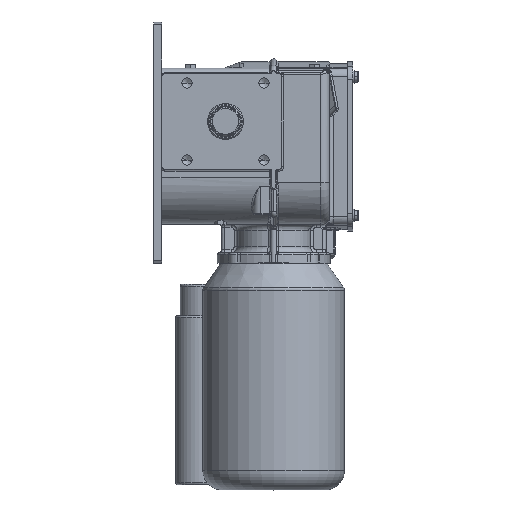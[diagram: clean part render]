
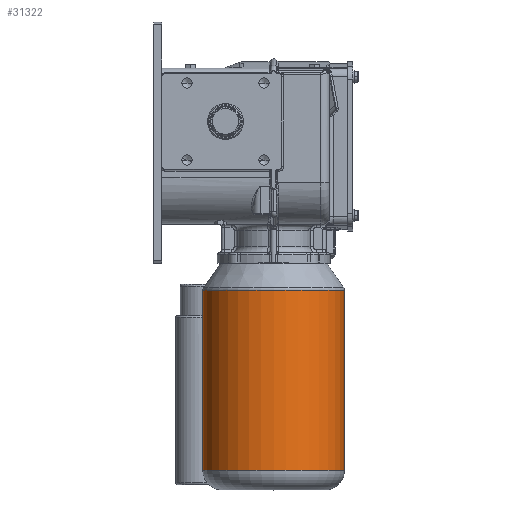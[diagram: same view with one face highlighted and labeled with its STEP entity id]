
A CAD part, top view. The second image highlights one B-rep face of the part: STEP entity #31322.
In plain terms, the highlighted cylindrical face has radius 69.05 mm (diameter 138.1 mm), a partial arc.
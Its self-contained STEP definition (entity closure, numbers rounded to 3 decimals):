
#335 = EDGE_CURVE ( 'NONE', #22541, #31131, #10928, .T. ) ;
#594 = EDGE_CURVE ( 'NONE', #16600, #31131, #14013, .T. ) ;
#745 = DIRECTION ( 'NONE',  ( 0., -1., 0. ) ) ;
#949 = CARTESIAN_POINT ( 'NONE',  ( 0., 0., -69.05 ) ) ;
#2497 = CARTESIAN_POINT ( 'NONE',  ( 0., -202., 0. ) ) ;
#3146 = DIRECTION ( 'NONE',  ( 0., 0., -1. ) ) ;
#3749 = ORIENTED_EDGE ( 'NONE', *, *, #594, .T. ) ;
#3799 = CARTESIAN_POINT ( 'NONE',  ( 0., -26.569, -69.05 ) ) ;
#4105 = EDGE_LOOP ( 'NONE', ( #34382, #9334, #3749, #19420 ) ) ;
#4914 = CARTESIAN_POINT ( 'NONE',  ( 0., 0., 0. ) ) ;
#5184 = EDGE_CURVE ( 'NONE', #10424, #22541, #25995, .T. ) ;
#8924 = CARTESIAN_POINT ( 'NONE',  ( 0., -26.569, 0. ) ) ;
#9093 = DIRECTION ( 'NONE',  ( 0., 0., 1. ) ) ;
#9334 = ORIENTED_EDGE ( 'NONE', *, *, #31303, .T. ) ;
#9964 = DIRECTION ( 'NONE',  ( 0., 0., -1. ) ) ;
#10424 = VERTEX_POINT ( 'NONE', #11551 ) ;
#10928 = CIRCLE ( 'NONE', #14240, 69.05 ) ;
#11551 = CARTESIAN_POINT ( 'NONE',  ( 0., -26.569, 69.05 ) ) ;
#14013 = LINE ( 'NONE', #949, #16939 ) ;
#14240 = AXIS2_PLACEMENT_3D ( 'NONE', #2497, #15863, #3146 ) ;
#15863 = DIRECTION ( 'NONE',  ( 0., -1., 0. ) ) ;
#15864 = AXIS2_PLACEMENT_3D ( 'NONE', #4914, #25600, #9964 ) ;
#16600 = VERTEX_POINT ( 'NONE', #3799 ) ;
#16939 = VECTOR ( 'NONE', #22000, 1000. ) ;
#18000 = CARTESIAN_POINT ( 'NONE',  ( 0., 0., 69.05 ) ) ;
#18112 = FACE_OUTER_BOUND ( 'NONE', #4105, .T. ) ;
#19420 = ORIENTED_EDGE ( 'NONE', *, *, #335, .F. ) ;
#19523 = VECTOR ( 'NONE', #31027, 1000. ) ;
#20636 = CARTESIAN_POINT ( 'NONE',  ( 0., -202., 69.05 ) ) ;
#22000 = DIRECTION ( 'NONE',  ( 0., -1., 0. ) ) ;
#22541 = VERTEX_POINT ( 'NONE', #20636 ) ;
#22562 = AXIS2_PLACEMENT_3D ( 'NONE', #8924, #745, #9093 ) ;
#25600 = DIRECTION ( 'NONE',  ( 0., -1., 0. ) ) ;
#25995 = LINE ( 'NONE', #18000, #19523 ) ;
#31027 = DIRECTION ( 'NONE',  ( 0., -1., 0. ) ) ;
#31131 = VERTEX_POINT ( 'NONE', #32765 ) ;
#31303 = EDGE_CURVE ( 'NONE', #10424, #16600, #33099, .T. ) ;
#31322 = ADVANCED_FACE ( 'NONE', ( #18112 ), #31330, .T. ) ;
#31330 = CYLINDRICAL_SURFACE ( 'NONE', #15864, 69.05 ) ;
#32765 = CARTESIAN_POINT ( 'NONE',  ( 0., -202., -69.05 ) ) ;
#33099 = CIRCLE ( 'NONE', #22562, 69.05 ) ;
#34382 = ORIENTED_EDGE ( 'NONE', *, *, #5184, .F. ) ;
